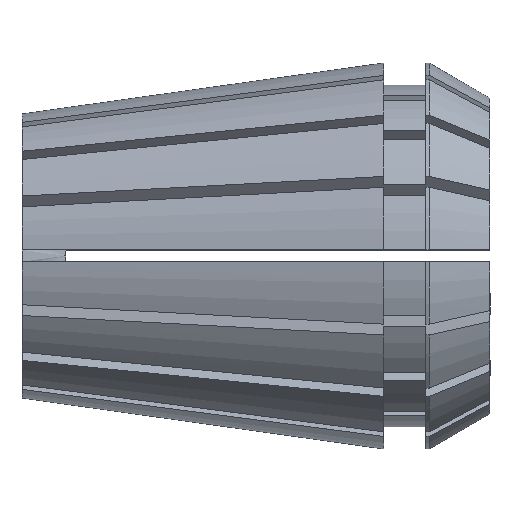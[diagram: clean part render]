
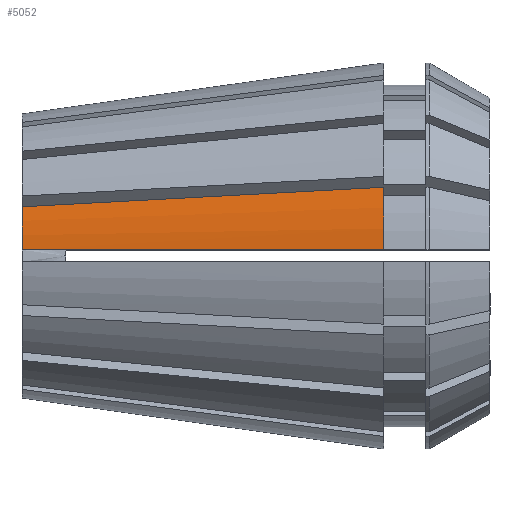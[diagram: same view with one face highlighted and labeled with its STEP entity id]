
A CAD part, top view. The second image highlights one B-rep face of the part: STEP entity #5052.
In plain terms, the highlighted conical face has half-angle 8 degrees and reference radius 16.5 mm.
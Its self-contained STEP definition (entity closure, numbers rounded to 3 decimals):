
#29 = ORIENTED_EDGE ( 'NONE', *, *, #4046, .F. ) ;
#407 = CARTESIAN_POINT ( 'NONE',  ( 18.581, 0.5, 14.761 ) ) ;
#679 = VERTEX_POINT ( 'NONE', #5218 ) ;
#755 = VERTEX_POINT ( 'NONE', #2615 ) ;
#785 = DIRECTION ( 'NONE',  ( 1., 0., 0. ) ) ;
#886 = ORIENTED_EDGE ( 'NONE', *, *, #6419, .F. ) ;
#936 = CARTESIAN_POINT ( 'NONE',  ( 3.861, 0.5, 12.69 ) ) ;
#1114 = AXIS2_PLACEMENT_3D ( 'NONE', #4485, #785, #5044 ) ;
#1145 = CARTESIAN_POINT ( 'NONE',  ( 21.136, 5.324, 14.16 ) ) ;
#1216 = CARTESIAN_POINT ( 'NONE',  ( 30.9, 0., 0. ) ) ;
#1333 = CONICAL_SURFACE ( 'NONE', #1114, 16.5, 0.14 ) ;
#1486 = CARTESIAN_POINT ( 'NONE',  ( 1.287, 0.5, 12.328 ) ) ;
#1503 = FACE_OUTER_BOUND ( 'NONE', #2546, .T. ) ;
#1659 = CARTESIAN_POINT ( 'NONE',  ( 0., 4.187, 11.414 ) ) ;
#1677 = CIRCLE ( 'NONE', #4476, 16.5 ) ;
#1684 = CARTESIAN_POINT ( 'NONE',  ( 27.645, 5.674, 15.006 ) ) ;
#1752 = DIRECTION ( 'NONE',  ( 0., 0., 1. ) ) ;
#1989 = CARTESIAN_POINT ( 'NONE',  ( 29.247, 0.5, 16.26 ) ) ;
#2546 = EDGE_LOOP ( 'NONE', ( #5178, #29, #886, #3749 ) ) ;
#2615 = CARTESIAN_POINT ( 'NONE',  ( 30.9, 0.5, 16.493 ) ) ;
#2630 = VERTEX_POINT ( 'NONE', #3129 ) ;
#2728 = CARTESIAN_POINT ( 'NONE',  ( 7.045, 4.566, 12.33 ) ) ;
#2756 = CIRCLE ( 'NONE', #5557, 12.158 ) ;
#2832 = CARTESIAN_POINT ( 'NONE',  ( 0., 0., 0. ) ) ;
#3129 = CARTESIAN_POINT ( 'NONE',  ( 0., 4.187, 11.414 ) ) ;
#3363 = DIRECTION ( 'NONE',  ( 0., 0., 1. ) ) ;
#3418 = VERTEX_POINT ( 'NONE', #5285 ) ;
#3520 = EDGE_CURVE ( 'NONE', #2630, #679, #4378, .T. ) ;
#3557 = CARTESIAN_POINT ( 'NONE',  ( 30.9, 0.5, 16.493 ) ) ;
#3578 = CARTESIAN_POINT ( 'NONE',  ( 25.941, 0.5, 15.795 ) ) ;
#3749 = ORIENTED_EDGE ( 'NONE', *, *, #4015, .T. ) ;
#4015 = EDGE_CURVE ( 'NONE', #755, #679, #1677, .T. ) ;
#4046 = EDGE_CURVE ( 'NONE', #3418, #2630, #2756, .T. ) ;
#4108 = CARTESIAN_POINT ( 'NONE',  ( 11.221, 0.5, 13.726 ) ) ;
#4314 = CARTESIAN_POINT ( 'NONE',  ( 14.091, 4.945, 13.245 ) ) ;
#4378 = B_SPLINE_CURVE_WITH_KNOTS ( 'NONE', 3,
 ( #1659, #2728, #4314, #1145, #4852, #1684, #5395 ),
 .UNSPECIFIED., .F., .F.,
 ( 4, 3, 4 ),
 ( 0., 0.021, 0.031 ),
 .UNSPECIFIED. ) ;
#4476 = AXIS2_PLACEMENT_3D ( 'NONE', #1216, #4917, #1752 ) ;
#4485 = CARTESIAN_POINT ( 'NONE',  ( 30.9, 0., 0. ) ) ;
#4646 = CARTESIAN_POINT ( 'NONE',  ( 2.574, 0.5, 12.509 ) ) ;
#4852 = CARTESIAN_POINT ( 'NONE',  ( 24.391, 5.499, 14.583 ) ) ;
#4917 = DIRECTION ( 'NONE',  ( -1., 0., 0. ) ) ;
#5044 = DIRECTION ( 'NONE',  ( 0., 0., -1. ) ) ;
#5052 = ADVANCED_FACE ( 'NONE', ( #1503 ), #1333, .T. ) ;
#5178 = ORIENTED_EDGE ( 'NONE', *, *, #3520, .F. ) ;
#5190 = CARTESIAN_POINT ( 'NONE',  ( 0., 0.5, 12.147 ) ) ;
#5218 = CARTESIAN_POINT ( 'NONE',  ( 30.9, 5.85, 15.429 ) ) ;
#5221 = B_SPLINE_CURVE_WITH_KNOTS ( 'NONE', 3,
 ( #3557, #1989, #6748, #3578, #407, #4108, #936, #4646, #1486, #5190 ),
 .UNSPECIFIED., .F., .F.,
 ( 4, 3, 3, 4 ),
 ( 0.064, 0.069, 0.091, 0.095 ),
 .UNSPECIFIED. ) ;
#5285 = CARTESIAN_POINT ( 'NONE',  ( 0., 0.5, 12.147 ) ) ;
#5395 = CARTESIAN_POINT ( 'NONE',  ( 30.9, 5.85, 15.429 ) ) ;
#5557 = AXIS2_PLACEMENT_3D ( 'NONE', #2832, #6533, #3363 ) ;
#6419 = EDGE_CURVE ( 'NONE', #755, #3418, #5221, .T. ) ;
#6533 = DIRECTION ( 'NONE',  ( -1., 0., 0. ) ) ;
#6748 = CARTESIAN_POINT ( 'NONE',  ( 27.594, 0.5, 16.028 ) ) ;
